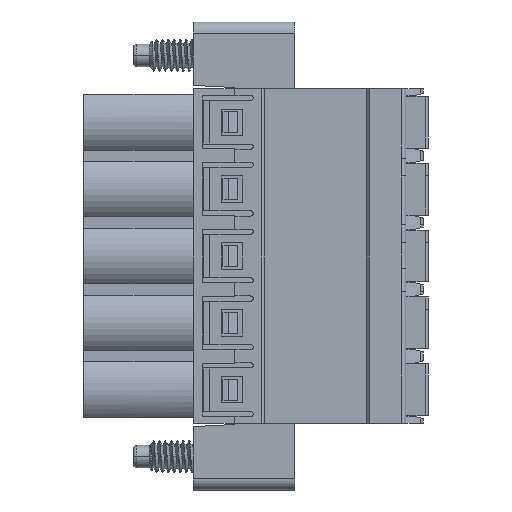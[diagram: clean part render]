
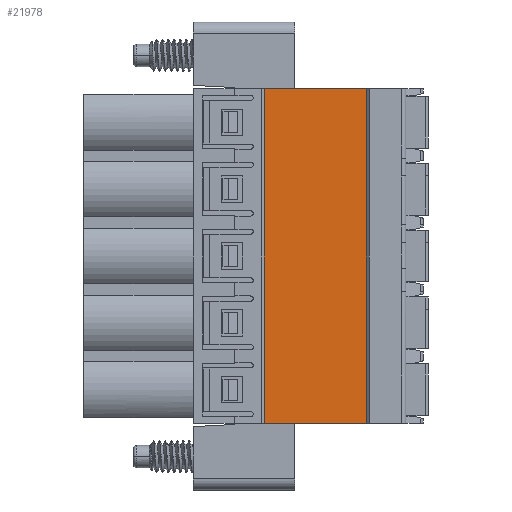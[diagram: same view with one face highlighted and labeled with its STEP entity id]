
A CAD part, front view. The second image highlights one B-rep face of the part: STEP entity #21978.
In plain terms, the highlighted planar face has unit normal (0, -1, 0).
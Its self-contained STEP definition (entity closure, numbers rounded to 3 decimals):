
#410=CARTESIAN_POINT('',(-14.893,3.675,10.813));
#411=VERTEX_POINT('',#410);
#418=CARTESIAN_POINT('',(-7.143,3.675,10.813));
#419=VERTEX_POINT('',#418);
#420=CARTESIAN_POINT('',(-14.893,3.675,10.813));
#421=DIRECTION('',(1.,0.,0.));
#422=VECTOR('',#421,7.75);
#423=LINE('',#420,#422);
#424=EDGE_CURVE('',#411,#419,#423,.T.);
#21937=CARTESIAN_POINT('',(-7.143,3.675,-14.587));
#21938=VERTEX_POINT('',#21937);
#21939=CARTESIAN_POINT('',(-7.143,3.675,-14.587));
#21940=DIRECTION('',(0.,0.,1.));
#21941=VECTOR('',#21940,25.4);
#21942=LINE('',#21939,#21941);
#21943=EDGE_CURVE('',#21938,#419,#21942,.T.);
#21955=CARTESIAN_POINT('',(-11.018,3.675,-1.887));
#21956=DIRECTION('',(0.,0.,1.));
#21957=DIRECTION('',(0.,-1.,0.));
#21958=AXIS2_PLACEMENT_3D('',#21955,#21957,#21956);
#21959=PLANE('',#21958);
#21960=ORIENTED_EDGE('',*,*,#424,.F.);
#21961=CARTESIAN_POINT('',(-14.893,3.675,-14.587));
#21962=VERTEX_POINT('',#21961);
#21963=CARTESIAN_POINT('',(-14.893,3.675,-14.587));
#21964=DIRECTION('',(0.,0.,1.));
#21965=VECTOR('',#21964,25.4);
#21966=LINE('',#21963,#21965);
#21967=EDGE_CURVE('',#21962,#411,#21966,.T.);
#21968=ORIENTED_EDGE('',*,*,#21967,.F.);
#21969=CARTESIAN_POINT('',(-14.893,3.675,-14.587));
#21970=DIRECTION('',(1.,0.,0.));
#21971=VECTOR('',#21970,7.75);
#21972=LINE('',#21969,#21971);
#21973=EDGE_CURVE('',#21962,#21938,#21972,.T.);
#21974=ORIENTED_EDGE('',*,*,#21973,.T.);
#21975=ORIENTED_EDGE('',*,*,#21943,.T.);
#21976=EDGE_LOOP('',(#21960,#21968,#21974,#21975));
#21977=FACE_OUTER_BOUND('',#21976,.T.);
#21978=ADVANCED_FACE('',(#21977),#21959,.T.);
